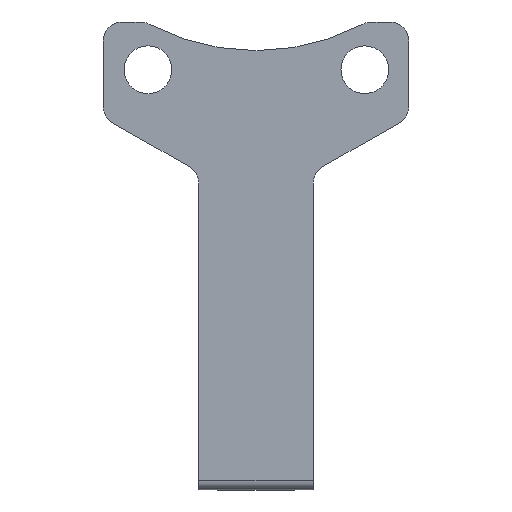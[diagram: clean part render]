
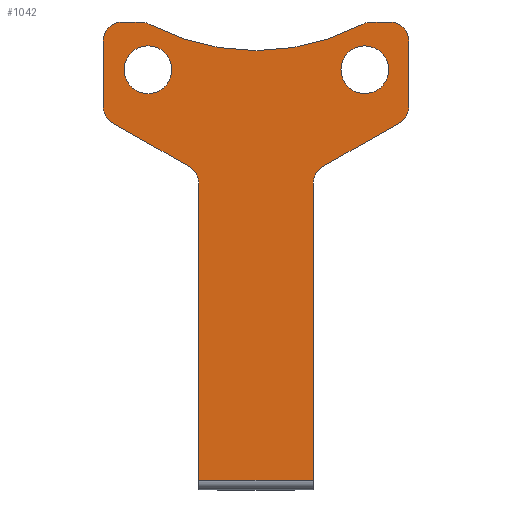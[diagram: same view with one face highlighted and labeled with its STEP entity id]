
A CAD part, top view. The second image highlights one B-rep face of the part: STEP entity #1042.
In plain terms, the highlighted planar face has unit normal (0, 0, 1).
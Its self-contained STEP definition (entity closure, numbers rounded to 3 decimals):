
#223=CARTESIAN_POINT('POINT15',(19.05,-74.613,0.794));
#224=VERTEX_POINT('VERTEX15',#223);
#265=CARTESIAN_POINT('POINT16',(-19.05,-74.613,0.794));
#266=VERTEX_POINT('VERTEX16',#265);
#483=CARTESIAN_POINT('POINT37',(-50.8,71.438,0.794));
#484=VERTEX_POINT('VERTEX37',#483);
#491=CARTESIAN_POINT('POINT38',(-44.45,77.788,0.794));
#492=VERTEX_POINT('VERTEX38',#491);
#493=CARTESIAN_POINT('POS59',(-44.45,71.438,0.794));
#494=DIRECTION('DIR91',(0.,0.,1.));
#495=DIRECTION('DIR92',(0.,1.,0.));
#496=AXIS2_PLACEMENT_3D('AXIS33',#493,#494,#495);
#497=CIRCLE('ELLIPSE22',#496,6.35);
#498=EDGE_CURVE('EDGE48',#492,#484,#497,.T.);
#514=CARTESIAN_POINT('POINT39',(-38.495,77.788,
   0.794));
#515=VERTEX_POINT('VERTEX39',#514);
#516=CARTESIAN_POINT('POS62',(-44.45,77.788,0.794));
#517=DIRECTION('DIR96',(1.,0.,0.));
#518=VECTOR('VEC28',#517,25.4);
#519=LINE('STRAIGHT28',#516,#518);
#520=EDGE_CURVE('EDGE50',#492,#515,#519,.T.);
#540=CARTESIAN_POINT('POINT40',(-35.534,
   77.055,0.794));
#541=VERTEX_POINT('VERTEX40',#540);
#542=CARTESIAN_POINT('POS65',(-38.495,
   71.438,0.794));
#543=DIRECTION('DIR100',(0.,0.,
   1.));
#544=DIRECTION('DIR101',(0.466,0.885,
   0.));
#545=AXIS2_PLACEMENT_3D('AXIS36',#542,#543,#544);
#546=CIRCLE('ELLIPSE23',#545,6.35);
#547=EDGE_CURVE('EDGE52',#541,#515,#546,.T.);
#565=CARTESIAN_POINT('POINT41',(35.534,
   77.055,0.794));
#566=VERTEX_POINT('VERTEX41',#565);
#567=CARTESIAN_POINT('POS68',(0.,144.463,
   0.794));
#568=DIRECTION('DIR105',(0.,0.,1.));
#569=DIRECTION('DIR106',(-0.466,-0.885,
   0.));
#570=AXIS2_PLACEMENT_3D('AXIS38',#567,#568,#569);
#571=CIRCLE('ELLIPSE24',#570,76.2);
#572=EDGE_CURVE('EDGE54',#541,#566,#571,.T.);
#590=CARTESIAN_POINT('POINT42',(38.495,77.788,
   0.794));
#591=VERTEX_POINT('VERTEX42',#590);
#592=CARTESIAN_POINT('POS71',(38.495,
   71.438,0.794));
#593=DIRECTION('DIR110',(0.,0.,
   1.));
#594=DIRECTION('DIR111',(0.,1.,
   0.));
#595=AXIS2_PLACEMENT_3D('AXIS40',#592,#593,#594);
#596=CIRCLE('ELLIPSE25',#595,6.35);
#597=EDGE_CURVE('EDGE56',#591,#566,#596,.T.);
#615=CARTESIAN_POINT('POINT43',(44.45,77.788,0.794));
#616=VERTEX_POINT('VERTEX43',#615);
#617=CARTESIAN_POINT('POS74',(38.495,77.788,
   0.794));
#618=DIRECTION('DIR115',(1.,0.,0.));
#619=VECTOR('VEC33',#618,25.4);
#620=LINE('STRAIGHT33',#617,#619);
#621=EDGE_CURVE('EDGE58',#591,#616,#620,.T.);
#639=CARTESIAN_POINT('POINT44',(50.8,71.438,0.794));
#640=VERTEX_POINT('VERTEX44',#639);
#641=CARTESIAN_POINT('POS77',(44.45,71.438,0.794));
#642=DIRECTION('DIR119',(0.,0.,
   1.));
#643=DIRECTION('DIR120',(1.,0.,
   0.));
#644=AXIS2_PLACEMENT_3D('AXIS43',#641,#642,#643);
#645=CIRCLE('ELLIPSE26',#644,6.35);
#646=EDGE_CURVE('EDGE60',#640,#616,#645,.T.);
#662=CARTESIAN_POINT('POINT45',(50.8,49.721,
   0.794));
#663=VERTEX_POINT('VERTEX45',#662);
#664=CARTESIAN_POINT('POS80',(50.8,71.438,0.794));
#665=DIRECTION('DIR124',(0.,-1.,0.));
#666=VECTOR('VEC36',#665,25.4);
#667=LINE('STRAIGHT36',#664,#666);
#668=EDGE_CURVE('EDGE62',#640,#663,#667,.T.);
#688=CARTESIAN_POINT('POINT46',(47.603,
   44.209,0.794));
#689=VERTEX_POINT('VERTEX46',#688);
#690=CARTESIAN_POINT('POS83',(44.45,49.721,
   0.794));
#691=DIRECTION('DIR128',(0.,0.,
   1.));
#692=DIRECTION('DIR129',(0.497,-0.868,
   0.));
#693=AXIS2_PLACEMENT_3D('AXIS46',#690,#691,#692);
#694=CIRCLE('ELLIPSE27',#693,6.35);
#695=EDGE_CURVE('EDGE64',#689,#663,#694,.T.);
#711=CARTESIAN_POINT('POINT47',(22.247,
   29.705,0.794));
#712=VERTEX_POINT('VERTEX47',#711);
#713=CARTESIAN_POINT('POS86',(47.603,
   44.209,0.794));
#714=DIRECTION('DIR133',(-0.868,-0.497,
   0.));
#715=VECTOR('VEC39',#714,25.4);
#716=LINE('STRAIGHT39',#713,#715);
#717=EDGE_CURVE('EDGE66',#689,#712,#716,.T.);
#737=CARTESIAN_POINT('POINT48',(19.05,24.193,
   0.794));
#738=VERTEX_POINT('VERTEX48',#737);
#739=CARTESIAN_POINT('POS89',(25.4,24.193,
   0.794));
#740=DIRECTION('DIR137',(0.,0.,-1.));
#741=DIRECTION('DIR138',(-1.,0.,0.));
#742=AXIS2_PLACEMENT_3D('AXIS49',#739,#740,#741);
#743=CIRCLE('ELLIPSE28',#742,6.35);
#744=EDGE_CURVE('EDGE68',#738,#712,#743,.T.);
#760=CARTESIAN_POINT('POS92',(19.05,-74.613,0.794));
#761=DIRECTION('DIR142',(0.,1.,0.));
#762=VECTOR('VEC42',#761,25.4);
#763=LINE('STRAIGHT42',#760,#762);
#764=EDGE_CURVE('EDGE70',#224,#738,#763,.T.);
#777=CARTESIAN_POINT('POS94',(19.05,-74.613,0.794));
#778=DIRECTION('DIR145',(-1.,0.,0.));
#779=VECTOR('VEC43',#778,25.4);
#780=LINE('STRAIGHT43',#777,#779);
#781=EDGE_CURVE('EDGE71',#224,#266,#780,.T.);
#796=CARTESIAN_POINT('POINT49',(-19.05,24.193,
   0.794));
#797=VERTEX_POINT('VERTEX49',#796);
#798=CARTESIAN_POINT('POS96',(-19.05,-74.613,0.794));
#799=DIRECTION('DIR148',(0.,1.,0.));
#800=VECTOR('VEC44',#799,25.4);
#801=LINE('STRAIGHT44',#798,#800);
#802=EDGE_CURVE('EDGE72',#266,#797,#801,.T.);
#820=CARTESIAN_POINT('POINT50',(-22.247,
   29.705,0.794));
#821=VERTEX_POINT('VERTEX50',#820);
#822=CARTESIAN_POINT('POS99',(-25.4,24.193,
   0.794));
#823=DIRECTION('DIR152',(0.,0.,-1.));
#824=DIRECTION('DIR153',(0.497,0.868,
   0.));
#825=AXIS2_PLACEMENT_3D('AXIS54',#822,#823,#824);
#826=CIRCLE('ELLIPSE29',#825,6.35);
#827=EDGE_CURVE('EDGE74',#821,#797,#826,.T.);
#845=CARTESIAN_POINT('POINT51',(-47.603,
   44.209,0.794));
#846=VERTEX_POINT('VERTEX51',#845);
#847=CARTESIAN_POINT('POS102',(-47.603,
   44.209,0.794));
#848=DIRECTION('DIR157',(0.868,-0.497,
   0.));
#849=VECTOR('VEC47',#848,25.4);
#850=LINE('STRAIGHT47',#847,#849);
#851=EDGE_CURVE('EDGE76',#846,#821,#850,.T.);
#869=CARTESIAN_POINT('POINT52',(-50.8,49.721,
   0.794));
#870=VERTEX_POINT('VERTEX52',#869);
#871=CARTESIAN_POINT('POS105',(-44.45,49.721,
   0.794));
#872=DIRECTION('DIR161',(0.,0.,1.));
#873=DIRECTION('DIR162',(-1.,0.,0.));
#874=AXIS2_PLACEMENT_3D('AXIS57',#871,#872,#873);
#875=CIRCLE('ELLIPSE30',#874,6.35);
#876=EDGE_CURVE('EDGE78',#870,#846,#875,.T.);
#894=CARTESIAN_POINT('POS108',(-50.8,71.438,0.794));
#895=DIRECTION('DIR166',(0.,-1.,0.));
#896=VECTOR('VEC50',#895,25.4);
#897=LINE('STRAIGHT50',#894,#896);
#898=EDGE_CURVE('EDGE80',#484,#870,#897,.T.);
#909=CARTESIAN_POINT('POINT53',(28.237,61.913,0.794))
   ;
#910=VERTEX_POINT('VERTEX53',#909);
#918=CARTESIAN_POINT('POINT54',(44.112,61.913,0.794))
   ;
#919=VERTEX_POINT('VERTEX54',#918);
#926=CARTESIAN_POINT('POS112',(36.175,61.913,0.794));
#927=DIRECTION('DIR171',(0.,0.,-1.));
#928=DIRECTION('DIR172',(-1.,0.,0.));
#929=AXIS2_PLACEMENT_3D('AXIS60',#926,#927,#928);
#930=CIRCLE('ELLIPSE31',#929,7.938);
#931=EDGE_CURVE('EDGE83',#910,#919,#930,.T.);
#944=CARTESIAN_POINT('POS114',(36.175,61.913,0.794));
#945=DIRECTION('DIR175',(0.,0.,-1.));
#946=DIRECTION('DIR176',(1.,0.,0.));
#947=AXIS2_PLACEMENT_3D('AXIS62',#944,#945,#946);
#948=CIRCLE('ELLIPSE32',#947,7.938);
#949=EDGE_CURVE('EDGE84',#919,#910,#948,.T.);
#959=CARTESIAN_POINT('POINT55',(-43.858,61.913,0.794)
   );
#960=VERTEX_POINT('VERTEX55',#959);
#968=CARTESIAN_POINT('POINT56',(-27.983,61.913,0.794)
   );
#969=VERTEX_POINT('VERTEX56',#968);
#976=CARTESIAN_POINT('POS118',(-35.921,61.913,0.794))
   ;
#977=DIRECTION('DIR181',(0.,0.,-1.));
#978=DIRECTION('DIR182',(-1.,0.,0.));
#979=AXIS2_PLACEMENT_3D('AXIS64',#976,#977,#978);
#980=CIRCLE('ELLIPSE33',#979,7.938);
#981=EDGE_CURVE('EDGE87',#960,#969,#980,.T.);
#994=CARTESIAN_POINT('POS120',(-35.921,61.913,0.794))
   ;
#995=DIRECTION('DIR185',(0.,0.,-1.));
#996=DIRECTION('DIR186',(1.,0.,0.));
#997=AXIS2_PLACEMENT_3D('AXIS66',#994,#995,#996);
#998=CIRCLE('ELLIPSE34',#997,7.938);
#999=EDGE_CURVE('EDGE88',#969,#960,#998,.T.);
#1009=ORIENTED_EDGE('COEDGE155',*,*,#999,.T.);
#1010=ORIENTED_EDGE('COEDGE156',*,*,#981,.T.);
#1011=EDGE_LOOP('NONE',(#1009,#1010));
#1012=FACE_BOUND('LOOP1',#1011,.T.);
#1013=ORIENTED_EDGE('COEDGE157',*,*,#949,.T.);
#1014=ORIENTED_EDGE('COEDGE158',*,*,#931,.T.);
#1015=EDGE_LOOP('NONE',(#1013,#1014));
#1016=FACE_BOUND('LOOP1',#1015,.T.);
#1017=ORIENTED_EDGE('COEDGE159',*,*,#898,.T.);
#1018=ORIENTED_EDGE('COEDGE160',*,*,#876,.T.);
#1019=ORIENTED_EDGE('COEDGE161',*,*,#851,.T.);
#1020=ORIENTED_EDGE('COEDGE162',*,*,#827,.T.);
#1021=ORIENTED_EDGE('COEDGE163',*,*,#802,.F.);
#1022=ORIENTED_EDGE('COEDGE164',*,*,#781,.F.);
#1023=ORIENTED_EDGE('COEDGE165',*,*,#764,.T.);
#1024=ORIENTED_EDGE('COEDGE166',*,*,#744,.T.);
#1025=ORIENTED_EDGE('COEDGE167',*,*,#717,.F.);
#1026=ORIENTED_EDGE('COEDGE168',*,*,#695,.T.);
#1027=ORIENTED_EDGE('COEDGE169',*,*,#668,.F.);
#1028=ORIENTED_EDGE('COEDGE170',*,*,#646,.T.);
#1029=ORIENTED_EDGE('COEDGE171',*,*,#621,.F.);
#1030=ORIENTED_EDGE('COEDGE172',*,*,#597,.T.);
#1031=ORIENTED_EDGE('COEDGE173',*,*,#572,.F.);
#1032=ORIENTED_EDGE('COEDGE174',*,*,#547,.T.);
#1033=ORIENTED_EDGE('COEDGE175',*,*,#520,.F.);
#1034=ORIENTED_EDGE('COEDGE176',*,*,#498,.T.);
#1035=EDGE_LOOP('NONE',(#1017,#1018,#1019,#1020,#1021,#1022,#1023,#1024,
   #1025,#1026,#1027,#1028,#1029,#1030,#1031,#1032,#1033,#1034));
#1036=FACE_BOUND('LOOP1',#1035,.T.);
#1037=CARTESIAN_POINT('POS122',(-50.8,77.788,0.794));
#1038=DIRECTION('DIR189',(0.,0.,1.));
#1039=DIRECTION('DIR190',(1.,0.,0.));
#1040=AXIS2_PLACEMENT_3D('AXIS68',#1037,#1038,#1039);
#1041=PLANE('PLANE17',#1040);
#1042=ADVANCED_FACE('FACE34',(#1012,#1016,#1036),#1041,.T.);
